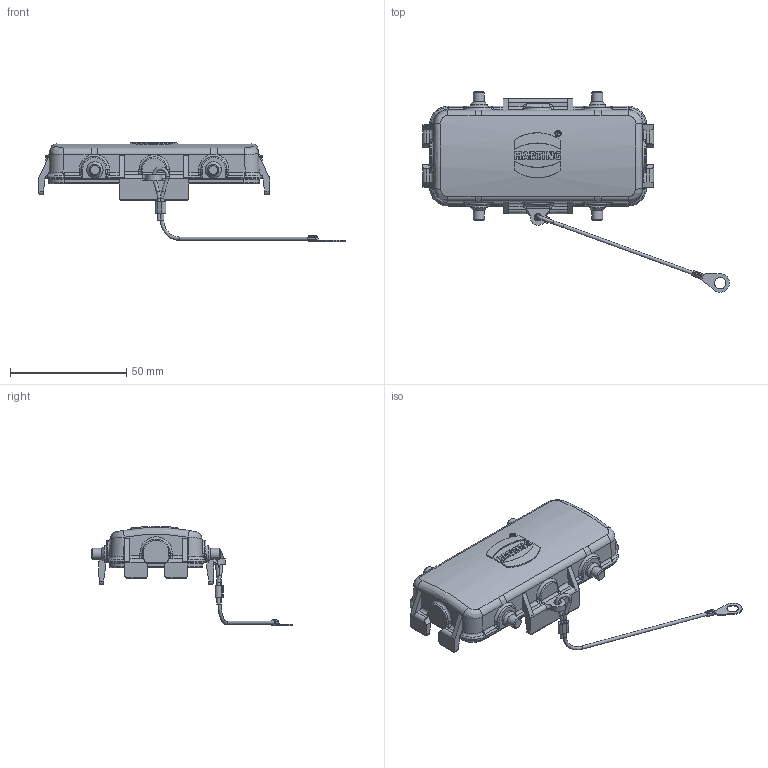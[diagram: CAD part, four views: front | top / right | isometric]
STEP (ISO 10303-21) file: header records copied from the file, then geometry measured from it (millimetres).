
FILE_DESCRIPTION(/* description */ (''),/* implementation_level */ '2;1');
FILE_NAME(/* name */ '100094780ugm000_c.stp',/* time_stamp */ '2017-10-27T14:15:16+02:00',/* author */ (''),/* organization */ (''),/* preprocessor_version */ 'ST-DEVELOPER v16',/* originating_system */ 'SIEMENS PLM Software NX 10.0',/* authorisation */ '');
FILE_SCHEMA (('AUTOMOTIVE_DESIGN { 1 0 10303 214 3 1 1 1 }'));
Length unit declared in the file: millimetre
Products named in the file (1): 100094780ugm000_c
Bounding box: 132.22 x 86.44 x 42.76 mm (x, y, z)
Volume: 20866.8 mm3; surface area: 18477.6 mm2
Topology: 4 solids, 4 shells, 609 faces, 1993 edges, 1927 vertices
Faces by surface type: plane 205, cylinder 200, bspline 162, torus 22, cone 14, extrusion 6
Full cylindrical faces by diameter (mm): 2 x4, 2.1 x1, 2.9 x1, 4 x4, 4.8 x4, 5 x1, 7 x4, 11 x4
Entity records: 29505 total; most frequent: CARTESIAN_POINT 12196, ORIENTED_EDGE 2854, DIRECTION 2545, EDGE_CURVE 1427, AXIS2_PLACEMENT_3D 940, VERTEX_POINT 913, B_SPLINE_CURVE_WITH_KNOTS 771, EDGE_LOOP 704
